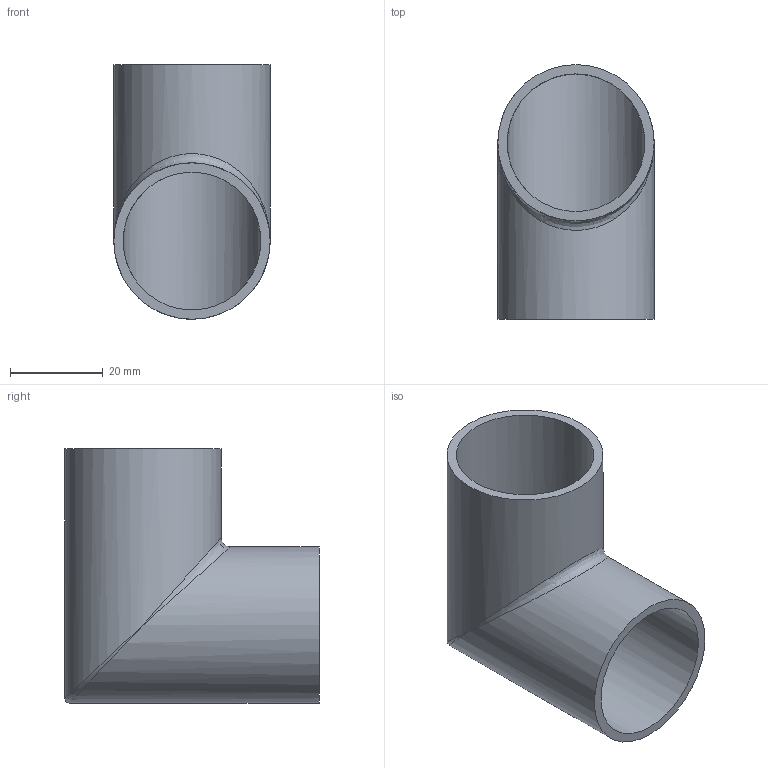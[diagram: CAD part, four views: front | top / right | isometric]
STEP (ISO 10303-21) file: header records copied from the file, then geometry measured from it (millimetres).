
FILE_DESCRIPTION (( 'STEP AP203' ), '1' );
FILE_NAME ('55220-240-33.step', '2021-07-28T10:00:17', ( '' ), ( '' ), 'SwSTEP 2.0', 'SolidWorks 2018', '' );
FILE_SCHEMA (( 'CONFIG_CONTROL_DESIGN' ));
Length unit declared in the file: millimetre
Products named in the file (2): 55220-240-33
Bounding box: 33.7 x 54.85 x 54.85 mm (x, y, z)
Volume: 15149.9 mm3; surface area: 15523.5 mm2
Topology: 1 solids, 1 shells, 316 faces, 863 edges, 572 vertices
Faces by surface type: bspline 150, plane 135, cylinder 31
Full cylindrical faces by diameter (mm): 29.7 x2, 33.7 x2
Entity records: 15987 total; most frequent: CARTESIAN_POINT 8890, ORIENTED_EDGE 1704, DIRECTION 977, EDGE_CURVE 852, VERTEX_POINT 569, VECTOR 405, LINE 405, EDGE_LOOP 349
